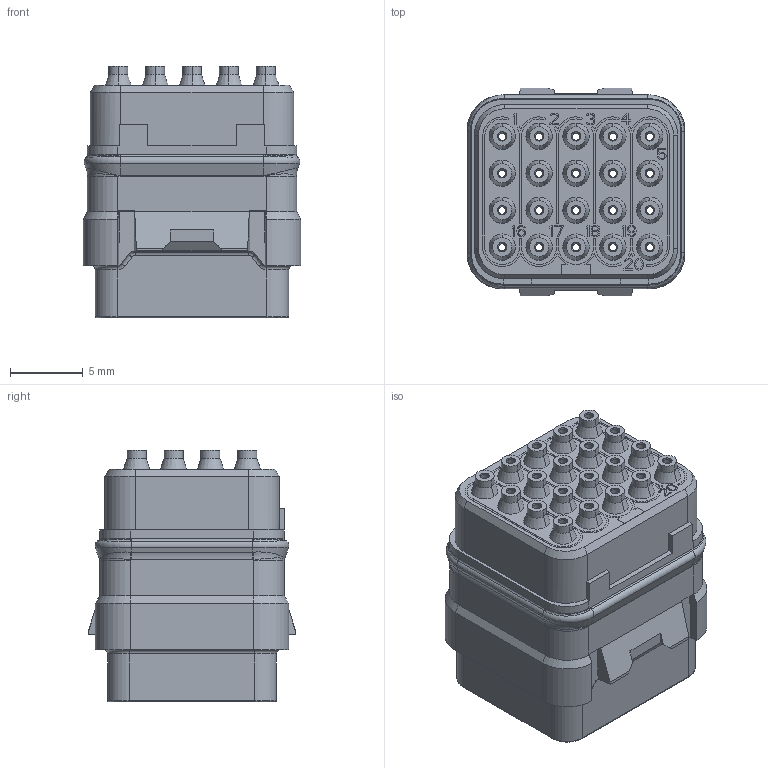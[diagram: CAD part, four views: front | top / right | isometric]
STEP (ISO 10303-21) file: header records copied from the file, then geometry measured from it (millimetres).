
FILE_DESCRIPTION((''),'2;1');
FILE_NAME('SIMEZ2022PA','2020-01-09T',('presta_be4'),(''),'CREO PARAMETRIC BY PTC INC, 2018360','CREO PARAMETRIC BY PTC INC, 2018360','');
FILE_SCHEMA(('CONFIG_CONTROL_DESIGN'));
Products named in the file (1): SIMEZ2022PA
Bounding box: 15 x 14.3 x 17.34 mm (x, y, z)
Volume: 1594 mm3; surface area: 3448.2 mm2
Topology: 1 solids, 1 shells, 3147 faces, 7788 edges, 4786 vertices
Faces by surface type: plane 1497, cylinder 754, torus 496, cone 360, bspline 40
Entity records: 95216 total; most frequent: CARTESIAN_POINT 18795, DIRECTION 16588, ORIENTED_EDGE 15576, EDGE_CURVE 7788, AXIS2_PLACEMENT_3D 5853, VECTOR 4882, LINE 4882, VERTEX_POINT 4786
